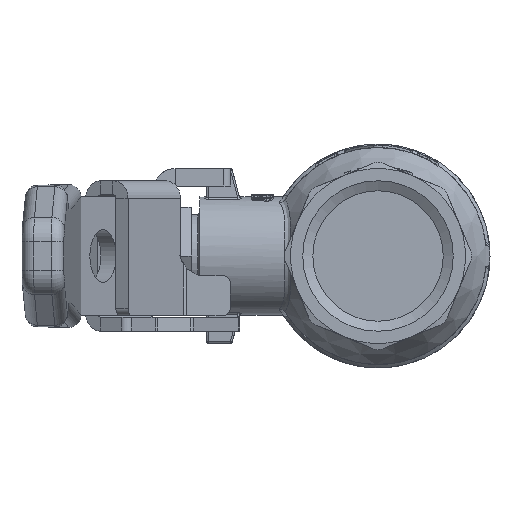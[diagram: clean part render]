
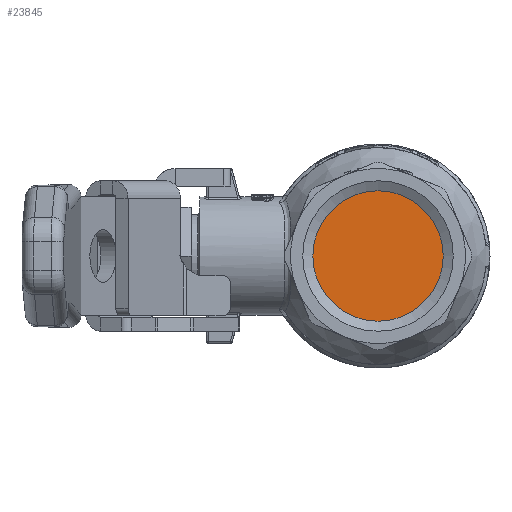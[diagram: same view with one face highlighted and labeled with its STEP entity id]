
A CAD part, left-side view. The second image highlights one B-rep face of the part: STEP entity #23845.
In plain terms, the highlighted planar face has unit normal (-1, 0, 0).
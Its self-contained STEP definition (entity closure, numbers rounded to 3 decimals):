
#2142=PLANE('',#25073);
#3143=FACE_OUTER_BOUND('',#4520,.T.);
#4520=EDGE_LOOP('',(#18856));
#8949=CIRCLE('',#25074,9.316);
#10536=VERTEX_POINT('',#39325);
#13443=EDGE_CURVE('',#10536,#10536,#8949,.T.);
#18856=ORIENTED_EDGE('',*,*,#13443,.F.);
#23845=ADVANCED_FACE('',(#3143),#2142,.F.);
#25073=AXIS2_PLACEMENT_3D('',#39324,#28426,#28427);
#25074=AXIS2_PLACEMENT_3D('',#39326,#28428,#28429);
#28426=DIRECTION('center_axis',(1.,0.,0.));
#28427=DIRECTION('ref_axis',(0.,0.,-1.));
#28428=DIRECTION('center_axis',(1.,0.,0.));
#28429=DIRECTION('ref_axis',(0.,-1.,0.));
#39324=CARTESIAN_POINT('Origin',(-28.5,-8.158,0.));
#39325=CARTESIAN_POINT('',(-28.5,9.316,0.));
#39326=CARTESIAN_POINT('Origin',(-28.5,0.,0.));
